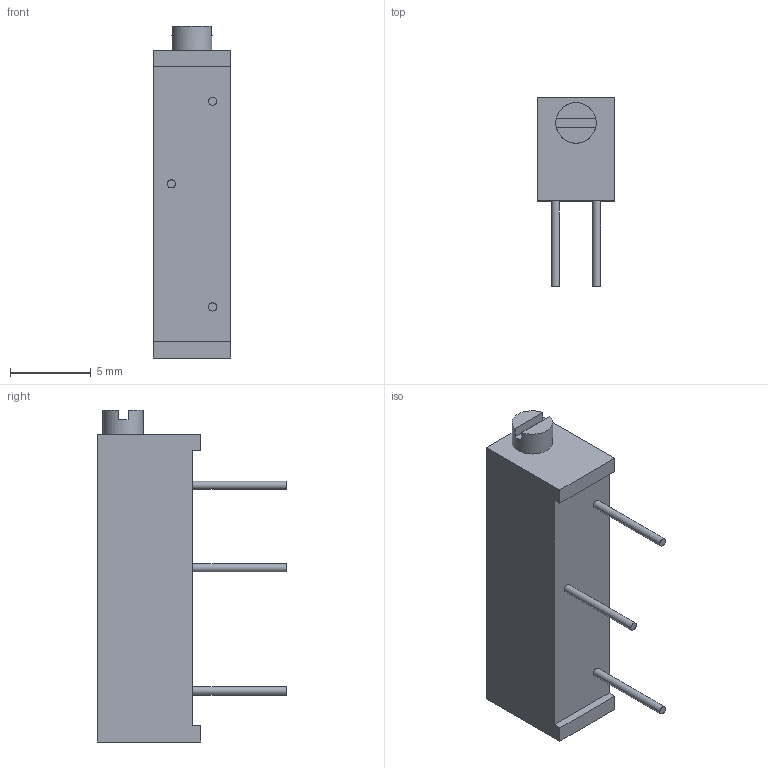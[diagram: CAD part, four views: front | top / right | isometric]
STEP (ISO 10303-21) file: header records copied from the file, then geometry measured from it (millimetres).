
FILE_DESCRIPTION(/* description */ ('Unknown'),/* implementation_level */ '2;1');
FILE_NAME(/* name */ 'T18 - VISHAY',/* time_stamp */ '2018-03-01T10:35:38+01:00',/* author */ ('Unknown'),/* organization */ ('Unknown'),/* preprocessor_version */ 'ST-DEVELOPER v16.7',/* originating_system */ 'DEX',/* authorisation */ $);
FILE_SCHEMA (('AUTOMOTIVE_DESIGN {1 0 10303 214 3 1 1}'));
Length unit declared in the file: millimetre
Products named in the file (1): T18 - VISHAY
Bounding box: 4.8 x 11.7 x 20.5 mm (x, y, z)
Volume: 552.7 mm3; surface area: 516.1 mm2
Topology: 1 solids, 1 shells, 37 faces, 84 edges, 56 vertices
Faces by surface type: plane 29, cylinder 4, bspline 4
Full cylindrical faces by diameter (mm): 0.5 x3, 2.5 x1
Entity records: 1733 total; most frequent: CARTESIAN_POINT 654, ORIENTED_EDGE 158, DIRECTION 148, EDGE_CURVE 79, LINE 58, VECTOR 58, VERTEX_POINT 55, EDGE_LOOP 48
